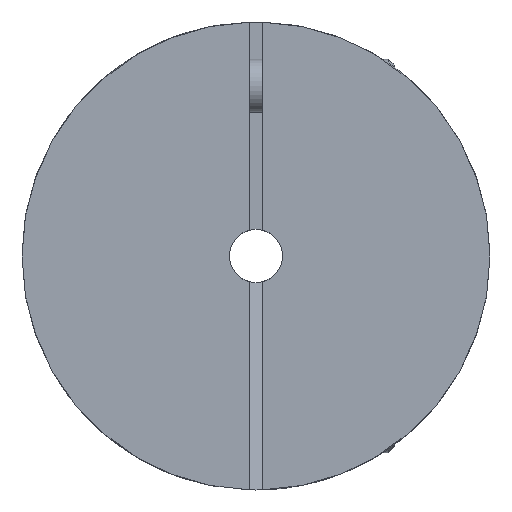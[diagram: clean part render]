
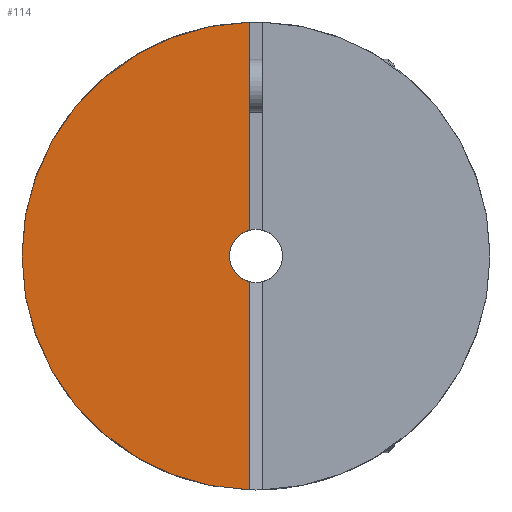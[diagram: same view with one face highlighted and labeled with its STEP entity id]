
A CAD part, left-side view. The second image highlights one B-rep face of the part: STEP entity #114.
In plain terms, the highlighted planar face has unit normal (-1, 0, 0).
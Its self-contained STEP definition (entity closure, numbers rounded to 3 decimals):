
#114 = ADVANCED_FACE( '', ( #321 ), #322, .T. );
#321 = FACE_OUTER_BOUND( '', #615, .T. );
#322 = PLANE( '', #616 );
#615 = EDGE_LOOP( '', ( #1205, #1206, #1207, #1208 ) );
#616 = AXIS2_PLACEMENT_3D( '', #1209, #1210, #1211 );
#1205 = ORIENTED_EDGE( '', *, *, #1971, .F. );
#1206 = ORIENTED_EDGE( '', *, *, #1991, .T. );
#1207 = ORIENTED_EDGE( '', *, *, #1973, .F. );
#1208 = ORIENTED_EDGE( '', *, *, #1837, .F. );
#1209 = CARTESIAN_POINT( '', ( 0., 11., 0. ) );
#1210 = DIRECTION( '', ( -1., 0., 0. ) );
#1211 = DIRECTION( '', ( 0., 0., 1. ) );
#1837 = EDGE_CURVE( '', #2214, #2217, #2218, .T. );
#1971 = EDGE_CURVE( '', #2467, #2214, #2469, .T. );
#1973 = EDGE_CURVE( '', #2217, #2471, #2472, .T. );
#1991 = EDGE_CURVE( '', #2467, #2471, #2493, .T. );
#2214 = VERTEX_POINT( '', #2776 );
#2217 = VERTEX_POINT( '', #2780 );
#2218 = CIRCLE( '', #2781, 11. );
#2467 = VERTEX_POINT( '', #3334 );
#2469 = LINE( '', #3337, #3338 );
#2471 = VERTEX_POINT( '', #3340 );
#2472 = LINE( '', #3341, #3342 );
#2493 = CIRCLE( '', #3376, 1.25 );
#2776 = CARTESIAN_POINT( '', ( 0., 0.3, -10.996 ) );
#2780 = CARTESIAN_POINT( '', ( 0., 0.3, 10.996 ) );
#2781 = AXIS2_PLACEMENT_3D( '', #3717, #3718, #3719 );
#3334 = CARTESIAN_POINT( '', ( 0., 0.3, -1.213 ) );
#3337 = CARTESIAN_POINT( '', ( 0., 0.3, 0. ) );
#3338 = VECTOR( '', #3959, 1000. );
#3340 = CARTESIAN_POINT( '', ( 0., 0.3, 1.213 ) );
#3341 = CARTESIAN_POINT( '', ( 0., 0.3, 0. ) );
#3342 = VECTOR( '', #3963, 1000. );
#3376 = AXIS2_PLACEMENT_3D( '', #3989, #3990, #3991 );
#3717 = CARTESIAN_POINT( '', ( 0., 0., 0. ) );
#3718 = DIRECTION( '', ( 1., 0., 0. ) );
#3719 = DIRECTION( '', ( 0., 0., -1. ) );
#3959 = DIRECTION( '', ( 0., 0., -1. ) );
#3963 = DIRECTION( '', ( 0., 0., -1. ) );
#3989 = CARTESIAN_POINT( '', ( 0., 0., 0. ) );
#3990 = DIRECTION( '', ( 1., 0., 0. ) );
#3991 = DIRECTION( '', ( 0., 0., -1. ) );
